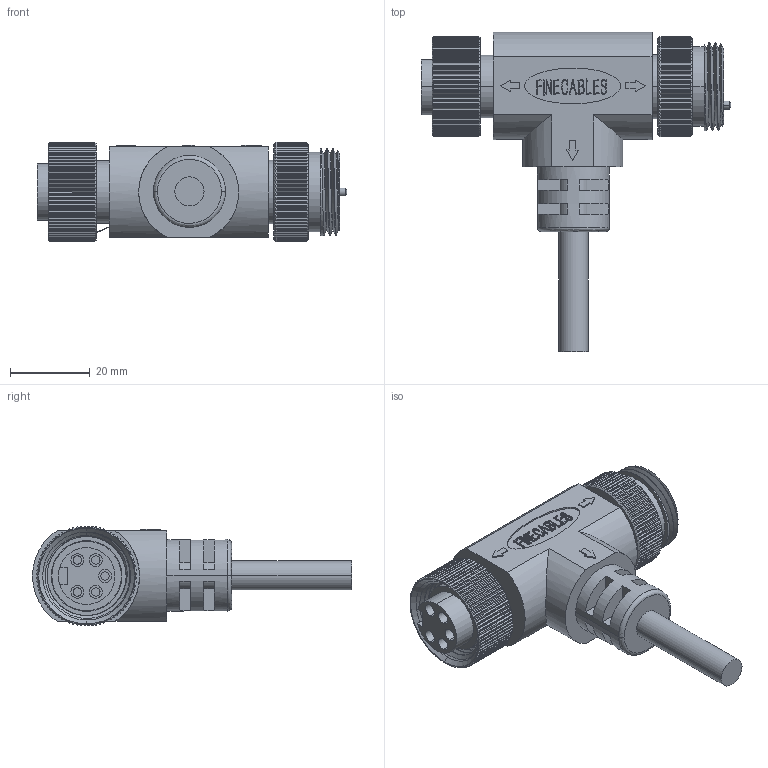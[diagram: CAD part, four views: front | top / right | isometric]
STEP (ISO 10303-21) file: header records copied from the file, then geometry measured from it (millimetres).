
FILE_DESCRIPTION (( 'STEP AP203' ), '1' );
FILE_NAME ('P353.STEP', '2020-04-15T06:39:36', ( 'edpusr' ), ( 'Microsoft' ), 'SwSTEP 2.0', 'SolidWorks 2015', '' );
FILE_SCHEMA (( 'CONFIG_CONTROL_DESIGN' ));
Length unit declared in the file: millimetre
Products named in the file (1): P353
Bounding box: 77.56 x 79.85 x 24.99 mm (x, y, z)
Volume: 40293.1 mm3; surface area: 17375.7 mm2
Topology: 3 solids, 3 shells, 1182 faces, 3308 edges, 2199 vertices
Faces by surface type: plane 716, cylinder 249, bspline 202, cone 15
Entity records: 48925 total; most frequent: CARTESIAN_POINT 20632, ORIENTED_EDGE 6616, DIRECTION 4714, EDGE_CURVE 3308, VERTEX_POINT 2199, LINE 1734, VECTOR 1734, AXIS2_PLACEMENT_3D 1490
